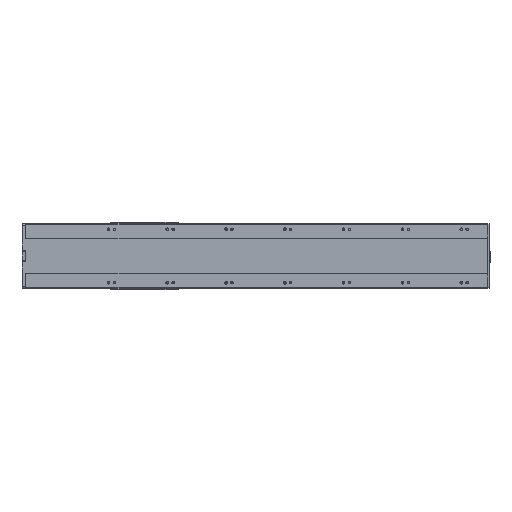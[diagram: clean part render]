
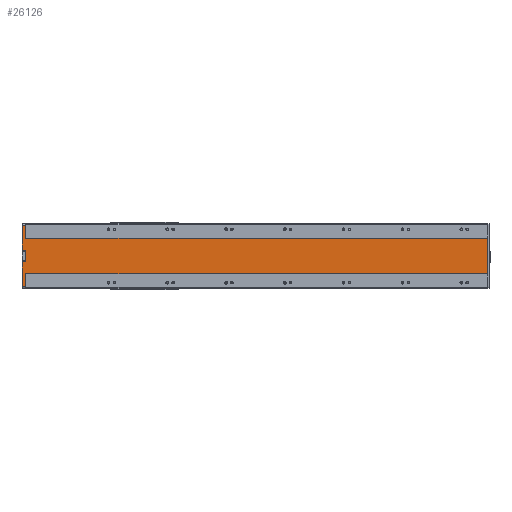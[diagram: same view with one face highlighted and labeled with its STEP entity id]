
A CAD part, front view. The second image highlights one B-rep face of the part: STEP entity #26126.
In plain terms, the highlighted planar face has unit normal (0, -1, 0).
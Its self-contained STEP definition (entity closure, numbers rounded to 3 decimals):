
#317 = DIRECTION ( 'NONE',  ( 0., 0., -1. ) ) ;
#371 = DIRECTION ( 'NONE',  ( -1., 0., 0. ) ) ;
#392 = CARTESIAN_POINT ( 'NONE',  ( 1584., 1., -60. ) ) ;
#1095 = VECTOR ( 'NONE', #5279, 1000. ) ;
#1324 = VECTOR ( 'NONE', #21146, 1000. ) ;
#1908 = VECTOR ( 'NONE', #21137, 1000. ) ;
#2116 = CARTESIAN_POINT ( 'NONE',  ( 13., 1., 20. ) ) ;
#2208 = ORIENTED_EDGE ( 'NONE', *, *, #13499, .T. ) ;
#2506 = DIRECTION ( 'NONE',  ( 0., 0., 1. ) ) ;
#2515 = DIRECTION ( 'NONE',  ( 0., 0., -1. ) ) ;
#2707 = CARTESIAN_POINT ( 'NONE',  ( 13., 1., -60. ) ) ;
#2796 = CARTESIAN_POINT ( 'NONE',  ( 0., 1., 103.5 ) ) ;
#3013 = CARTESIAN_POINT ( 'NONE',  ( 13., 1., 103.5 ) ) ;
#3311 = CARTESIAN_POINT ( 'NONE',  ( 13., 1., -20. ) ) ;
#3393 = LINE ( 'NONE', #21581, #1095 ) ;
#3547 = VERTEX_POINT ( 'NONE', #10638 ) ;
#3793 = ORIENTED_EDGE ( 'NONE', *, *, #4003, .F. ) ;
#3989 = VERTEX_POINT ( 'NONE', #12676 ) ;
#4003 = EDGE_CURVE ( 'NONE', #9827, #3989, #24694, .T. ) ;
#4129 = AXIS2_PLACEMENT_3D ( 'NONE', #6049, #23027, #4570 ) ;
#4460 = EDGE_LOOP ( 'NONE', ( #8465, #3793, #18317, #17459, #24540, #15929, #10802, #2208, #15196, #14554, #8219, #17361 ) ) ;
#4564 = EDGE_CURVE ( 'NONE', #19069, #22906, #12909, .T. ) ;
#4570 = DIRECTION ( 'NONE',  ( 1., 0., 0. ) ) ;
#4919 = LINE ( 'NONE', #23376, #14734 ) ;
#5073 = DIRECTION ( 'NONE',  ( 0., 0., -1. ) ) ;
#5084 = LINE ( 'NONE', #25158, #13833 ) ;
#5279 = DIRECTION ( 'NONE',  ( 0., 0., -1. ) ) ;
#5443 = CARTESIAN_POINT ( 'NONE',  ( 13., 1., -103.5 ) ) ;
#5690 = LINE ( 'NONE', #5443, #5727 ) ;
#5727 = VECTOR ( 'NONE', #23777, 1000. ) ;
#6049 = CARTESIAN_POINT ( 'NONE',  ( 1584., 1., 60. ) ) ;
#6233 = CARTESIAN_POINT ( 'NONE',  ( 1584., 1., 60. ) ) ;
#6328 = VECTOR ( 'NONE', #25223, 1000. ) ;
#6728 = CARTESIAN_POINT ( 'NONE',  ( 13., 1., 103.5 ) ) ;
#8161 = EDGE_CURVE ( 'NONE', #12926, #15588, #5690, .T. ) ;
#8219 = ORIENTED_EDGE ( 'NONE', *, *, #10552, .F. ) ;
#8465 = ORIENTED_EDGE ( 'NONE', *, *, #21209, .T. ) ;
#8719 = LINE ( 'NONE', #392, #17380 ) ;
#8774 = CARTESIAN_POINT ( 'NONE',  ( 0., 1., -103.5 ) ) ;
#9097 = VECTOR ( 'NONE', #9130, 1000. ) ;
#9130 = DIRECTION ( 'NONE',  ( -1., 0., 0. ) ) ;
#9827 = VERTEX_POINT ( 'NONE', #3013 ) ;
#10251 = VECTOR ( 'NONE', #5073, 1000. ) ;
#10335 = PLANE ( 'NONE',  #4129 ) ;
#10552 = EDGE_CURVE ( 'NONE', #3547, #15941, #8719, .T. ) ;
#10638 = CARTESIAN_POINT ( 'NONE',  ( 1584., 1., -60. ) ) ;
#10802 = ORIENTED_EDGE ( 'NONE', *, *, #4564, .T. ) ;
#11340 = EDGE_CURVE ( 'NONE', #25047, #22124, #3393, .T. ) ;
#12294 = VECTOR ( 'NONE', #2515, 1000. ) ;
#12676 = CARTESIAN_POINT ( 'NONE',  ( 13., 1., 60. ) ) ;
#12852 = LINE ( 'NONE', #17402, #12294 ) ;
#12909 = LINE ( 'NONE', #25755, #1324 ) ;
#12926 = VERTEX_POINT ( 'NONE', #24634 ) ;
#13382 = VERTEX_POINT ( 'NONE', #2116 ) ;
#13499 = EDGE_CURVE ( 'NONE', #22906, #15588, #12852, .T. ) ;
#13833 = VECTOR ( 'NONE', #371, 1000. ) ;
#14554 = ORIENTED_EDGE ( 'NONE', *, *, #22038, .T. ) ;
#14659 = LINE ( 'NONE', #6728, #1908 ) ;
#14734 = VECTOR ( 'NONE', #2506, 1000. ) ;
#15196 = ORIENTED_EDGE ( 'NONE', *, *, #8161, .F. ) ;
#15588 = VERTEX_POINT ( 'NONE', #8774 ) ;
#15929 = ORIENTED_EDGE ( 'NONE', *, *, #19032, .T. ) ;
#15941 = VERTEX_POINT ( 'NONE', #2707 ) ;
#16794 = DIRECTION ( 'NONE',  ( -1., 0., 0. ) ) ;
#16983 = CARTESIAN_POINT ( 'NONE',  ( 1584., 1., 60. ) ) ;
#17347 = CARTESIAN_POINT ( 'NONE',  ( 1584., 1., 60. ) ) ;
#17361 = ORIENTED_EDGE ( 'NONE', *, *, #25827, .F. ) ;
#17380 = VECTOR ( 'NONE', #16794, 1000. ) ;
#17402 = CARTESIAN_POINT ( 'NONE',  ( 0., 1., -20. ) ) ;
#17459 = ORIENTED_EDGE ( 'NONE', *, *, #11340, .T. ) ;
#18317 = ORIENTED_EDGE ( 'NONE', *, *, #23597, .T. ) ;
#19032 = EDGE_CURVE ( 'NONE', #13382, #19069, #19591, .T. ) ;
#19069 = VERTEX_POINT ( 'NONE', #3311 ) ;
#19591 = LINE ( 'NONE', #25964, #10251 ) ;
#20193 = VERTEX_POINT ( 'NONE', #6233 ) ;
#21137 = DIRECTION ( 'NONE',  ( -1., 0., 0. ) ) ;
#21146 = DIRECTION ( 'NONE',  ( -1., 0., 0. ) ) ;
#21209 = EDGE_CURVE ( 'NONE', #20193, #3989, #21416, .T. ) ;
#21416 = LINE ( 'NONE', #17347, #9097 ) ;
#21581 = CARTESIAN_POINT ( 'NONE',  ( 0., 1., 103.5 ) ) ;
#21643 = EDGE_CURVE ( 'NONE', #13382, #22124, #5084, .T. ) ;
#22038 = EDGE_CURVE ( 'NONE', #12926, #15941, #4919, .T. ) ;
#22124 = VERTEX_POINT ( 'NONE', #26179 ) ;
#22906 = VERTEX_POINT ( 'NONE', #23368 ) ;
#23027 = DIRECTION ( 'NONE',  ( 0., 1., 0. ) ) ;
#23368 = CARTESIAN_POINT ( 'NONE',  ( 0., 1., -20. ) ) ;
#23376 = CARTESIAN_POINT ( 'NONE',  ( 13., 1., 104. ) ) ;
#23597 = EDGE_CURVE ( 'NONE', #9827, #25047, #14659, .T. ) ;
#23777 = DIRECTION ( 'NONE',  ( -1., 0., 0. ) ) ;
#24540 = ORIENTED_EDGE ( 'NONE', *, *, #21643, .F. ) ;
#24634 = CARTESIAN_POINT ( 'NONE',  ( 13., 1., -103.5 ) ) ;
#24683 = LINE ( 'NONE', #16983, #6328 ) ;
#24694 = LINE ( 'NONE', #24964, #25684 ) ;
#24789 = FACE_OUTER_BOUND ( 'NONE', #4460, .T. ) ;
#24964 = CARTESIAN_POINT ( 'NONE',  ( 13., 1., 103.5 ) ) ;
#25047 = VERTEX_POINT ( 'NONE', #2796 ) ;
#25158 = CARTESIAN_POINT ( 'NONE',  ( 13., 1., 20. ) ) ;
#25223 = DIRECTION ( 'NONE',  ( 0., 0., -1. ) ) ;
#25684 = VECTOR ( 'NONE', #317, 1000. ) ;
#25755 = CARTESIAN_POINT ( 'NONE',  ( 13., 1., -20. ) ) ;
#25827 = EDGE_CURVE ( 'NONE', #20193, #3547, #24683, .T. ) ;
#25964 = CARTESIAN_POINT ( 'NONE',  ( 13., 1., 60. ) ) ;
#26126 = ADVANCED_FACE ( 'NONE', ( #24789 ), #10335, .F. ) ;
#26179 = CARTESIAN_POINT ( 'NONE',  ( 0., 1., 20. ) ) ;
